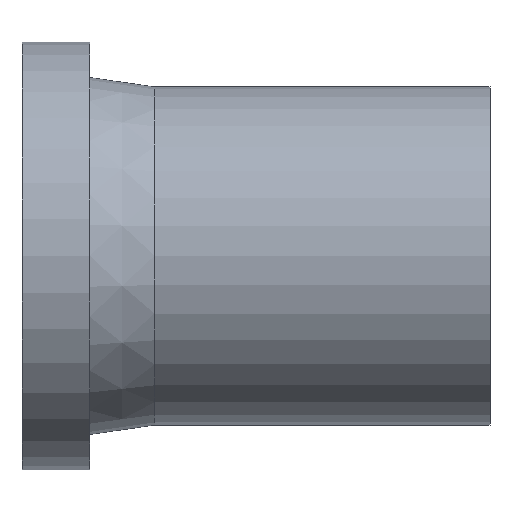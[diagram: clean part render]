
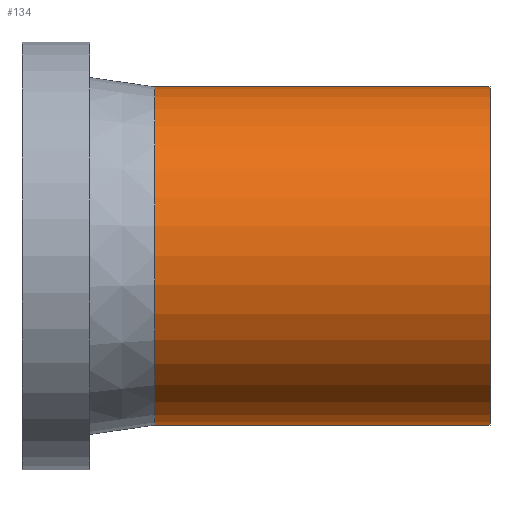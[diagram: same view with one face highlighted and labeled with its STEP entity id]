
A CAD part, top view. The second image highlights one B-rep face of the part: STEP entity #134.
In plain terms, the highlighted cylindrical face has radius 62.5 mm (diameter 125 mm), a partial arc.
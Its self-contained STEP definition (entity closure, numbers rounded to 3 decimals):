
#72 = VERTEX_POINT( '', #184 );
#88 = VERTEX_POINT( '', #203 );
#98 = EDGE_CURVE( '', #120, #72, #214, .T. );
#112 = EDGE_CURVE( '', #120, #88, #231, .T. );
#116 = VERTEX_POINT( '', #235 );
#120 = VERTEX_POINT( '', #240 );
#130 = EDGE_CURVE( '', #88, #116, #252, .T. );
#134 = ADVANCED_FACE( '', ( #256 ), #257, .T. );
#144 = EDGE_CURVE( '', #116, #72, #267, .T. );
#184 = CARTESIAN_POINT( '', ( -124., 62.5, 0. ) );
#203 = CARTESIAN_POINT( '', ( 0., -62.5, 0. ) );
#214 = CIRCLE( '', #336, 62.5 );
#231 = LINE( '', #359, #360 );
#235 = CARTESIAN_POINT( '', ( 0., 62.5, 0. ) );
#240 = CARTESIAN_POINT( '', ( -124., -62.5, 0. ) );
#252 = CIRCLE( '', #383, 62.5 );
#256 = FACE_OUTER_BOUND( '', #386, .T. );
#257 = CYLINDRICAL_SURFACE( '', #387, 62.5 );
#267 = LINE( '', #402, #403 );
#336 = AXIS2_PLACEMENT_3D( '', #473, #474, #475 );
#359 = CARTESIAN_POINT( '', ( -62., -62.5, 0. ) );
#360 = VECTOR( '', #497, 1. );
#383 = AXIS2_PLACEMENT_3D( '', #525, #526, #527 );
#386 = EDGE_LOOP( '', ( #530, #531, #532, #533 ) );
#387 = AXIS2_PLACEMENT_3D( '', #534, #535, #536 );
#402 = CARTESIAN_POINT( '', ( -62., 62.5, 0. ) );
#403 = VECTOR( '', #544, 1. );
#473 = CARTESIAN_POINT( '', ( -124., 0., 0. ) );
#474 = DIRECTION( '', ( -1., 0., 0. ) );
#475 = DIRECTION( '', ( 0., 1., 0. ) );
#497 = DIRECTION( '', ( 1., 0., 0. ) );
#525 = CARTESIAN_POINT( '', ( 0., 0., 0. ) );
#526 = DIRECTION( '', ( -1., 0., 0. ) );
#527 = DIRECTION( '', ( 0., 1., 0. ) );
#530 = ORIENTED_EDGE( '', *, *, #144, .T. );
#531 = ORIENTED_EDGE( '', *, *, #98, .F. );
#532 = ORIENTED_EDGE( '', *, *, #112, .T. );
#533 = ORIENTED_EDGE( '', *, *, #130, .T. );
#534 = CARTESIAN_POINT( '', ( -62., 0., 0. ) );
#535 = DIRECTION( '', ( 1., 0., 0. ) );
#536 = DIRECTION( '', ( 0., 1., 0. ) );
#544 = DIRECTION( '', ( -1., 0., 0. ) );
